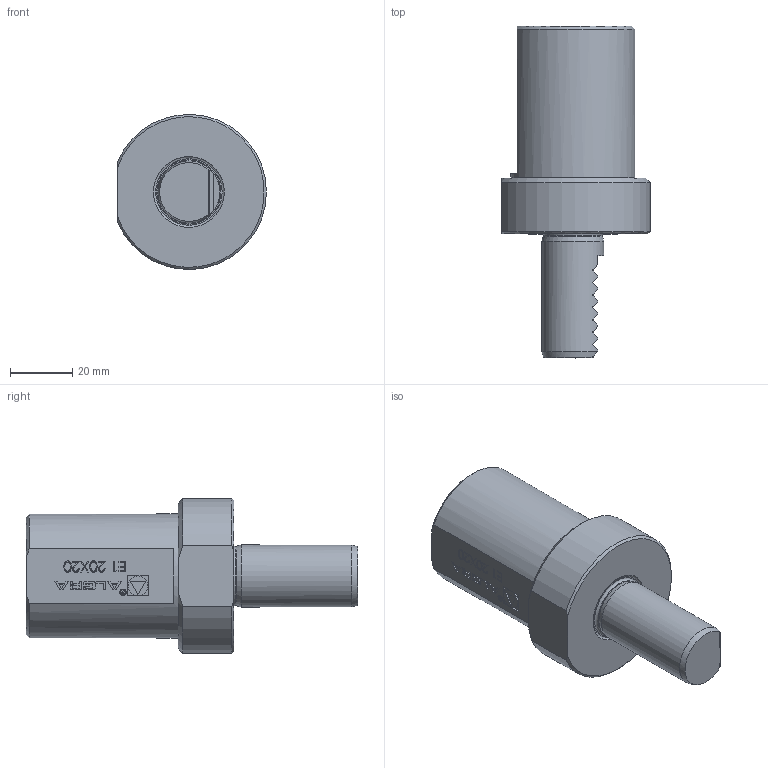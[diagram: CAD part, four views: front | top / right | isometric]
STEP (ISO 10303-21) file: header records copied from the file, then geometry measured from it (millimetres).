
FILE_DESCRIPTION (( 'STEP AP214' ), '1' );
FILE_NAME ('E120X20.STEP', '2025-07-10T13:55:02', ( '' ), ( '' ), 'SwSTEP 2.0', 'SolidWorks 2023', '' );
FILE_SCHEMA (( 'AUTOMOTIVE_DESIGN' ));
Length unit declared in the file: millimetre
Products named in the file (1): E120X20
Bounding box: 48 x 107 x 49.98 mm (x, y, z)
Volume: 87528.8 mm3; surface area: 19096.8 mm2
Topology: 1 solids, 1 shells, 254 faces, 667 edges, 443 vertices
Faces by surface type: plane 172, cylinder 39, bspline 35, cone 5, torus 3
Full cylindrical faces by diameter (mm): 1.7 x1, 2.1 x1, 6.366 x1, 19.1 x1, 20 x2, 40 x1
Entity records: 12291 total; most frequent: CARTESIAN_POINT 4259, ORIENTED_EDGE 1306, DIRECTION 1041, EDGE_CURVE 653, LINE 457, VECTOR 457, VERTEX_POINT 440, EDGE_LOOP 293
